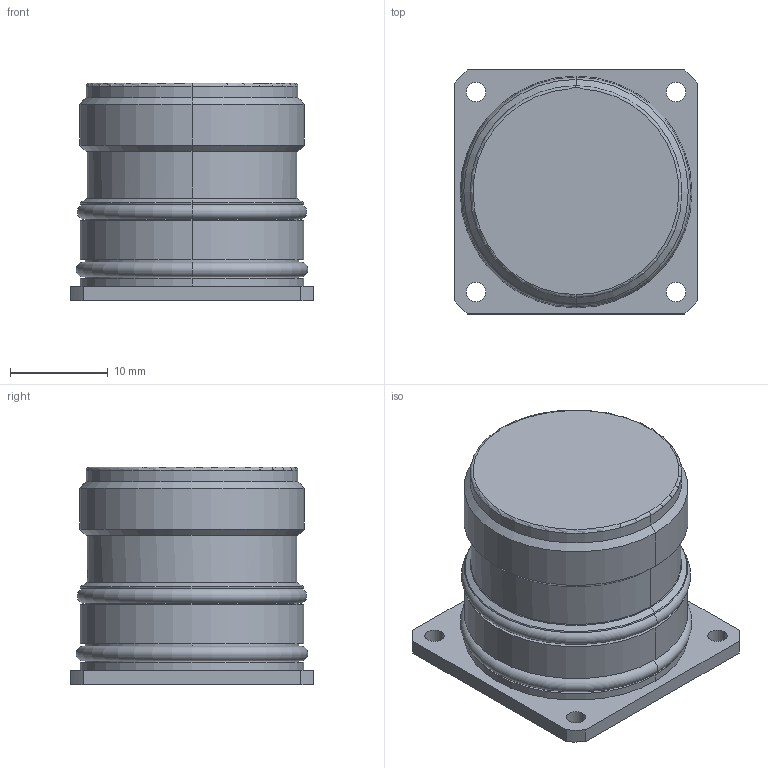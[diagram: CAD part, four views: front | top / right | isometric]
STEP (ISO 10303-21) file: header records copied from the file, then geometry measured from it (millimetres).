
FILE_DESCRIPTION((''),'2;1');
FILE_NAME('RC-00000004200','2015-06-08T',('skraut'),(''),'PRO/ENGINEER BY PARAMETRIC TECHNOLOGY CORPORATION, 2014200','PRO/ENGINEER BY PARAMETRIC TECHNOLOGY CORPORATION, 2014200','');
FILE_SCHEMA(('AUTOMOTIVE_DESIGN { 1 0 10303 214 1 1 1 1 }'));
Length unit declared in the file: millimetre
Products named in the file (1): RC-00000004200
Bounding box: 25 x 25 x 22.3 mm (x, y, z)
Volume: 9182 mm3; surface area: 3189.4 mm2
Topology: 1 solids, 1 shells, 65 faces, 157 edges, 100 vertices
Faces by surface type: cylinder 32, plane 13, torus 10, cone 8, extrusion 2
Entity records: 2219 total; most frequent: CARTESIAN_POINT 460, DIRECTION 369, ORIENTED_EDGE 314, AXIS2_PLACEMENT_3D 157, EDGE_CURVE 157, VERTEX_POINT 100, CIRCLE 94, EDGE_LOOP 79
